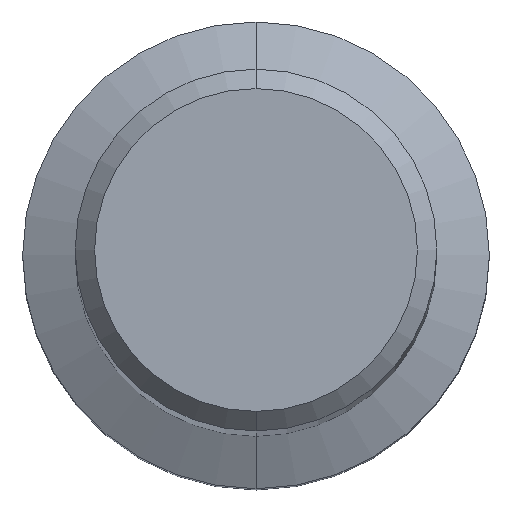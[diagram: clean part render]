
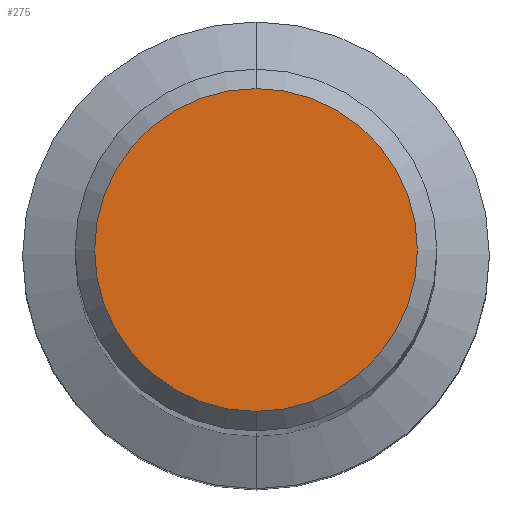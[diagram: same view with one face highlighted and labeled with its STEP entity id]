
A CAD part, top view. The second image highlights one B-rep face of the part: STEP entity #275.
In plain terms, the highlighted planar face has unit normal (0, 0, 1).
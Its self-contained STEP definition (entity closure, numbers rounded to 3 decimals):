
#275=ADVANCED_FACE('',(#634),#635,.T.);
#339=VERTEX_POINT('',#709);
#365=EDGE_CURVE('',#339,#383,#738,.T.);
#383=VERTEX_POINT('',#757);
#491=EDGE_CURVE('',#383,#339,#877,.T.);
#634=FACE_OUTER_BOUND('',#1123,.T.);
#635=PLANE('',#1124);
#709=CARTESIAN_POINT('',(0.0,4.15,0.0));
#738=CIRCLE('',#1298,4.15);
#757=CARTESIAN_POINT('',(0.,-4.15,0.0));
#877=CIRCLE('',#1593,4.15);
#1123=EDGE_LOOP('',(#1716,#1717));
#1124=AXIS2_PLACEMENT_3D('',#1718,#1719,#1720);
#1298=AXIS2_PLACEMENT_3D('',#1863,#1864,#1865);
#1593=AXIS2_PLACEMENT_3D('',#2012,#2013,#2014);
#1716=ORIENTED_EDGE('',*,*,#365,.F.);
#1717=ORIENTED_EDGE('',*,*,#491,.F.);
#1718=CARTESIAN_POINT('',(0.0,2.075,0.0));
#1719=DIRECTION('',(-0.0,0.0,1.0));
#1720=DIRECTION('',(0.0,-1.0,0.0));
#1863=CARTESIAN_POINT('',(0.0,0.0,0.0));
#1864=DIRECTION('',(0.0,0.0,-1.0));
#1865=DIRECTION('',(0.0,1.0,0.0));
#2012=CARTESIAN_POINT('',(0.0,0.0,0.0));
#2013=DIRECTION('',(0.0,0.0,-1.0));
#2014=DIRECTION('',(0.0,1.0,0.0));
